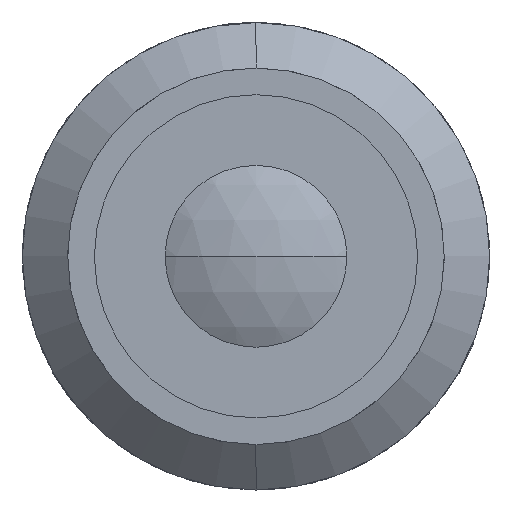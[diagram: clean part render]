
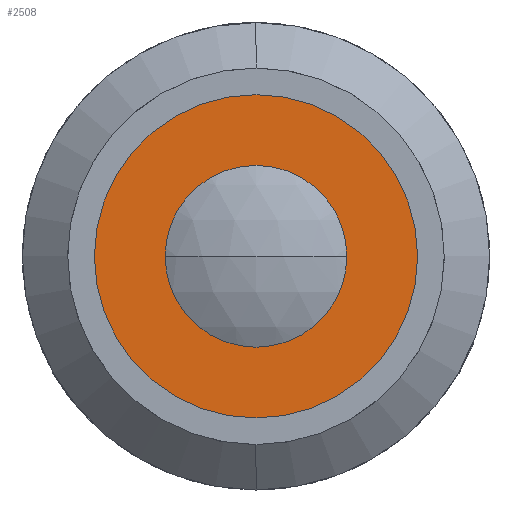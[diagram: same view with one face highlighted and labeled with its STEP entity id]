
A CAD part, left-side view. The second image highlights one B-rep face of the part: STEP entity #2508.
In plain terms, the highlighted planar face has unit normal (-1, 0, 0).
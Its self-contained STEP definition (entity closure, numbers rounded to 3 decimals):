
#5 = VERTEX_POINT ( 'NONE', #3386 ) ;
#51 = CIRCLE ( 'NONE', #3725, 7. ) ;
#203 = CARTESIAN_POINT ( 'NONE',  ( 3.8, 0., 7. ) ) ;
#204 = CIRCLE ( 'NONE', #2779, 7. ) ;
#243 = CIRCLE ( 'NONE', #4492, 13.5 ) ;
#287 = VERTEX_POINT ( 'NONE', #2502 ) ;
#294 = ORIENTED_EDGE ( 'NONE', *, *, #1656, .F. ) ;
#543 = DIRECTION ( 'NONE',  ( 0., 0., 1. ) ) ;
#864 = CARTESIAN_POINT ( 'NONE',  ( 3.8, 0., 0. ) ) ;
#893 = EDGE_CURVE ( 'NONE', #1049, #287, #51, .T. ) ;
#1049 = VERTEX_POINT ( 'NONE', #203 ) ;
#1366 = CARTESIAN_POINT ( 'NONE',  ( 3.8, 0., 0. ) ) ;
#1440 = CARTESIAN_POINT ( 'NONE',  ( 3.8, 13.5, 0. ) ) ;
#1489 = PLANE ( 'NONE',  #3210 ) ;
#1551 = DIRECTION ( 'NONE',  ( -1., 0., 0. ) ) ;
#1634 = EDGE_CURVE ( 'NONE', #1832, #5, #243, .T. ) ;
#1656 = EDGE_CURVE ( 'NONE', #287, #1049, #204, .T. ) ;
#1692 = DIRECTION ( 'NONE',  ( -1., 0., 0. ) ) ;
#1722 = EDGE_LOOP ( 'NONE', ( #4290, #294 ) ) ;
#1792 = FACE_BOUND ( 'NONE', #1722, .T. ) ;
#1832 = VERTEX_POINT ( 'NONE', #3658 ) ;
#1901 = EDGE_LOOP ( 'NONE', ( #3068, #1971 ) ) ;
#1971 = ORIENTED_EDGE ( 'NONE', *, *, #3040, .T. ) ;
#2066 = DIRECTION ( 'NONE',  ( 0., 0., 1. ) ) ;
#2123 = CIRCLE ( 'NONE', #2420, 13.5 ) ;
#2204 = DIRECTION ( 'NONE',  ( 1., 0., 0. ) ) ;
#2384 = CARTESIAN_POINT ( 'NONE',  ( 3.8, 0., 0. ) ) ;
#2420 = AXIS2_PLACEMENT_3D ( 'NONE', #864, #3640, #543 ) ;
#2502 = CARTESIAN_POINT ( 'NONE',  ( 3.8, 0., -7. ) ) ;
#2508 = ADVANCED_FACE ( 'NONE', ( #1792, #3572 ), #1489, .F. ) ;
#2635 = CARTESIAN_POINT ( 'NONE',  ( 3.8, 0., 0. ) ) ;
#2779 = AXIS2_PLACEMENT_3D ( 'NONE', #2384, #1692, #3094 ) ;
#2805 = DIRECTION ( 'NONE',  ( 0., 0., -1. ) ) ;
#3040 = EDGE_CURVE ( 'NONE', #5, #1832, #2123, .T. ) ;
#3068 = ORIENTED_EDGE ( 'NONE', *, *, #1634, .T. ) ;
#3094 = DIRECTION ( 'NONE',  ( 0., 0., 1. ) ) ;
#3133 = DIRECTION ( 'NONE',  ( -1., 0., 0. ) ) ;
#3210 = AXIS2_PLACEMENT_3D ( 'NONE', #1440, #2204, #2805 ) ;
#3386 = CARTESIAN_POINT ( 'NONE',  ( 3.8, 0., -13.5 ) ) ;
#3572 = FACE_OUTER_BOUND ( 'NONE', #1901, .T. ) ;
#3640 = DIRECTION ( 'NONE',  ( -1., 0., 0. ) ) ;
#3658 = CARTESIAN_POINT ( 'NONE',  ( 3.8, 0., 13.5 ) ) ;
#3660 = DIRECTION ( 'NONE',  ( 0., 0., 1. ) ) ;
#3725 = AXIS2_PLACEMENT_3D ( 'NONE', #2635, #1551, #3660 ) ;
#4290 = ORIENTED_EDGE ( 'NONE', *, *, #893, .F. ) ;
#4492 = AXIS2_PLACEMENT_3D ( 'NONE', #1366, #3133, #2066 ) ;
